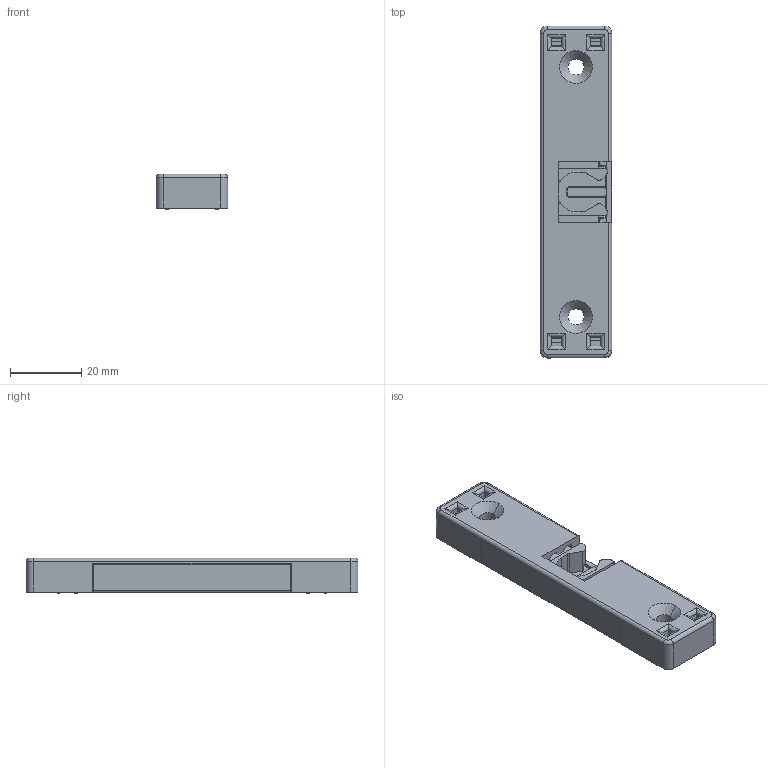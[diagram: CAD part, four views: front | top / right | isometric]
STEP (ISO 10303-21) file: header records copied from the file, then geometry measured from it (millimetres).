
FILE_DESCRIPTION (( 'STEP AP203' ), '1' );
FILE_NAME ('52-110-1.STEP', '2021-11-15T21:54:52', ( '' ), ( '' ), 'SwSTEP 2.0', 'SolidWorks 2021', '' );
FILE_SCHEMA (( 'CONFIG_CONTROL_DESIGN' ));
Length unit declared in the file: millimetre
Products named in the file (5): 52-110-1_catch1; 52-110-1_catch2; 52-110-1_front cover; 52-110-1; 52-110-1_back plate
Assembly tree (4 placements, depth 2):
  52-110-1
    52-110-1_back plate
    52-110-1_front cover
    52-110-1_catch1
    52-110-1_catch2
Bounding box: 20 x 93 x 10 mm (x, y, z)
Volume: 13154.4 mm3; surface area: 14209.8 mm2
Topology: 4 solids, 4 shells, 552 faces, 1442 edges, 890 vertices
Faces by surface type: cylinder 229, plane 226, cone 43, torus 36, bspline 14, sphere 4
Entity records: 17601 total; most frequent: CARTESIAN_POINT 3521, DIRECTION 2898, ORIENTED_EDGE 2840, EDGE_CURVE 1420, AXIS2_PLACEMENT_3D 1007, VERTEX_POINT 890, LINE 884, VECTOR 884
